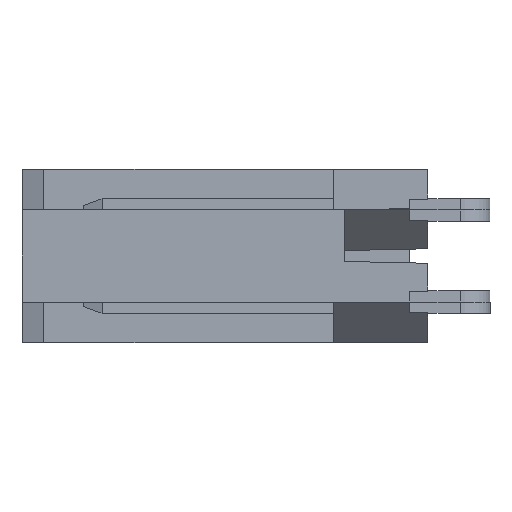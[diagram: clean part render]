
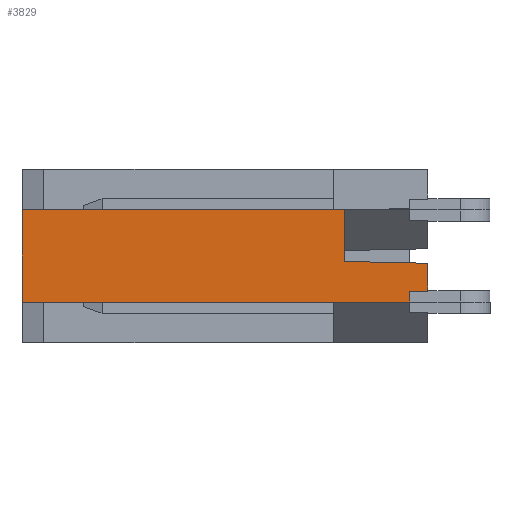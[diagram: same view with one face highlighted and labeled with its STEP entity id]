
A CAD part, left-side view. The second image highlights one B-rep face of the part: STEP entity #3829.
In plain terms, the highlighted planar face has unit normal (-1, 0, 0).
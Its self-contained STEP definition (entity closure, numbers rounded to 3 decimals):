
#197=ORIENTED_EDGE('',*,*,#977,.T.);
#198=ORIENTED_EDGE('',*,*,#929,.F.);
#199=ORIENTED_EDGE('',*,*,#978,.F.);
#200=ORIENTED_EDGE('',*,*,#979,.T.);
#201=ORIENTED_EDGE('',*,*,#980,.F.);
#202=ORIENTED_EDGE('',*,*,#981,.F.);
#203=ORIENTED_EDGE('',*,*,#982,.T.);
#204=ORIENTED_EDGE('',*,*,#983,.F.);
#929=EDGE_CURVE('',#1337,#1338,#1612,.T.);
#977=EDGE_CURVE('',#1368,#1338,#1656,.T.);
#978=EDGE_CURVE('',#1369,#1337,#1657,.T.);
#979=EDGE_CURVE('',#1369,#1370,#1658,.T.);
#980=EDGE_CURVE('',#1371,#1370,#1659,.T.);
#981=EDGE_CURVE('',#1372,#1371,#1660,.T.);
#982=EDGE_CURVE('',#1372,#1373,#1661,.T.);
#983=EDGE_CURVE('',#1368,#1373,#1662,.T.);
#1337=VERTEX_POINT('',#4939);
#1338=VERTEX_POINT('',#4941);
#1368=VERTEX_POINT('',#5037);
#1369=VERTEX_POINT('',#5039);
#1370=VERTEX_POINT('',#5041);
#1371=VERTEX_POINT('',#5043);
#1372=VERTEX_POINT('',#5045);
#1373=VERTEX_POINT('',#5047);
#1612=LINE('',#4940,#2007);
#1656=LINE('',#5036,#2051);
#1657=LINE('',#5038,#2052);
#1658=LINE('',#5040,#2053);
#1659=LINE('',#5042,#2054);
#1660=LINE('',#5044,#2055);
#1661=LINE('',#5046,#2056);
#1662=LINE('',#5048,#2057);
#2007=VECTOR('',#4183,1000.);
#2051=VECTOR('',#4271,1000.);
#2052=VECTOR('',#4272,1000.);
#2053=VECTOR('',#4273,1000.);
#2054=VECTOR('',#4274,1000.);
#2055=VECTOR('',#4275,1000.);
#2056=VECTOR('',#4276,1000.);
#2057=VECTOR('',#4277,1000.);
#2386=EDGE_LOOP('',(#197,#198,#199,#200,#201,#202,#203,#204));
#2531=FACE_BOUND('',#2386,.T.);
#2674=PLANE('',#3993);
#3829=ADVANCED_FACE('',(#2531),#2674,.T.);
#3993=AXIS2_PLACEMENT_3D('',#5035,#4269,#4270);
#4183=DIRECTION('',(0.,0.,-1.));
#4269=DIRECTION('',(-1.,0.,0.));
#4270=DIRECTION('',(0.,-1.,0.));
#4271=DIRECTION('',(0.,-1.,0.));
#4272=DIRECTION('',(0.,1.,0.));
#4273=DIRECTION('',(0.,0.,1.));
#4274=DIRECTION('',(0.,-1.,-0.022));
#4275=DIRECTION('',(0.,0.,-1.));
#4276=DIRECTION('',(0.,1.,0.));
#4277=DIRECTION('',(0.,0.,1.));
#4939=CARTESIAN_POINT('',(-5.,0.5,-1.94));
#4940=CARTESIAN_POINT('',(-5.,0.5,-3.36));
#4941=CARTESIAN_POINT('',(-5.,0.5,-2.24));
#5035=CARTESIAN_POINT('',(-5.,0.,1.42));
#5036=CARTESIAN_POINT('',(-5.,0.,-2.24));
#5037=CARTESIAN_POINT('',(-5.,11.2,-2.24));
#5038=CARTESIAN_POINT('',(-5.,0.,-1.94));
#5039=CARTESIAN_POINT('',(-5.,0.,-1.94));
#5040=CARTESIAN_POINT('',(-5.,0.,-3.36));
#5041=CARTESIAN_POINT('',(-5.,0.,-1.17));
#5042=CARTESIAN_POINT('',(-5.,0.,-1.17));
#5043=CARTESIAN_POINT('',(-5.,2.3,-1.12));
#5044=CARTESIAN_POINT('',(-5.,2.3,-5.9));
#5045=CARTESIAN_POINT('',(-5.,2.3,0.3));
#5046=CARTESIAN_POINT('',(-5.,0.,0.3));
#5047=CARTESIAN_POINT('',(-5.,11.2,0.3));
#5048=CARTESIAN_POINT('',(-5.,11.2,-3.36));
